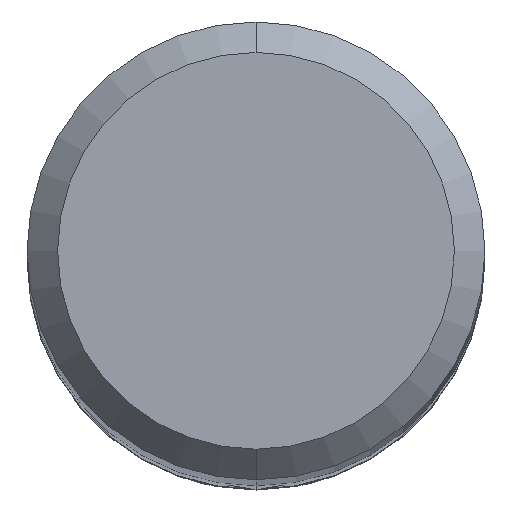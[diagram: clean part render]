
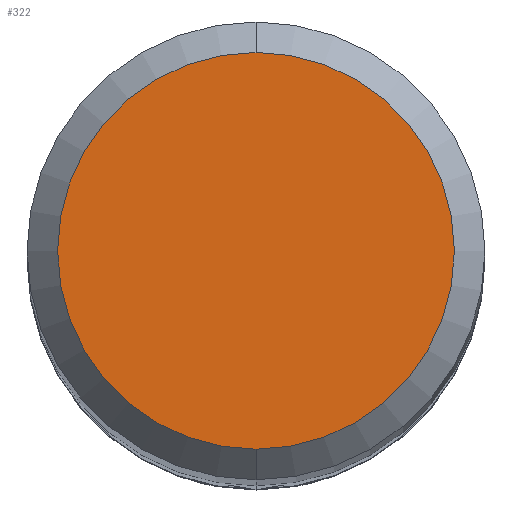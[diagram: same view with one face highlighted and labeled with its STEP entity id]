
A CAD part, top view. The second image highlights one B-rep face of the part: STEP entity #322.
In plain terms, the highlighted planar face has unit normal (0, 0, 1).
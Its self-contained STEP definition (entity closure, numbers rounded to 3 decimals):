
#220=VERTEX_POINT('',#541);
#284=EDGE_CURVE('',#220,#388,#613,.T.);
#322=ADVANCED_FACE('',(#654),#655,.T.);
#388=VERTEX_POINT('',#726);
#462=EDGE_CURVE('',#388,#220,#808,.T.);
#541=CARTESIAN_POINT('',(0.,-2.6,0.0));
#613=CIRCLE('',#1106,2.6);
#654=FACE_OUTER_BOUND('',#1165,.T.);
#655=PLANE('',#1166);
#726=CARTESIAN_POINT('',(0.0,2.6,0.0));
#808=CIRCLE('',#1462,2.6);
#1106=AXIS2_PLACEMENT_3D('',#1610,#1611,#1612);
#1165=EDGE_LOOP('',(#1653,#1654));
#1166=AXIS2_PLACEMENT_3D('',#1655,#1656,#1657);
#1462=AXIS2_PLACEMENT_3D('',#1819,#1820,#1821);
#1610=CARTESIAN_POINT('',(0.0,0.0,0.0));
#1611=DIRECTION('',(0.0,0.0,-1.0));
#1612=DIRECTION('',(0.0,1.0,0.0));
#1653=ORIENTED_EDGE('',*,*,#462,.F.);
#1654=ORIENTED_EDGE('',*,*,#284,.F.);
#1655=CARTESIAN_POINT('',(0.0,1.3,0.0));
#1656=DIRECTION('',(-0.0,0.0,1.0));
#1657=DIRECTION('',(0.0,-1.0,0.0));
#1819=CARTESIAN_POINT('',(0.0,0.0,0.0));
#1820=DIRECTION('',(0.0,0.0,-1.0));
#1821=DIRECTION('',(0.0,1.0,0.0));
